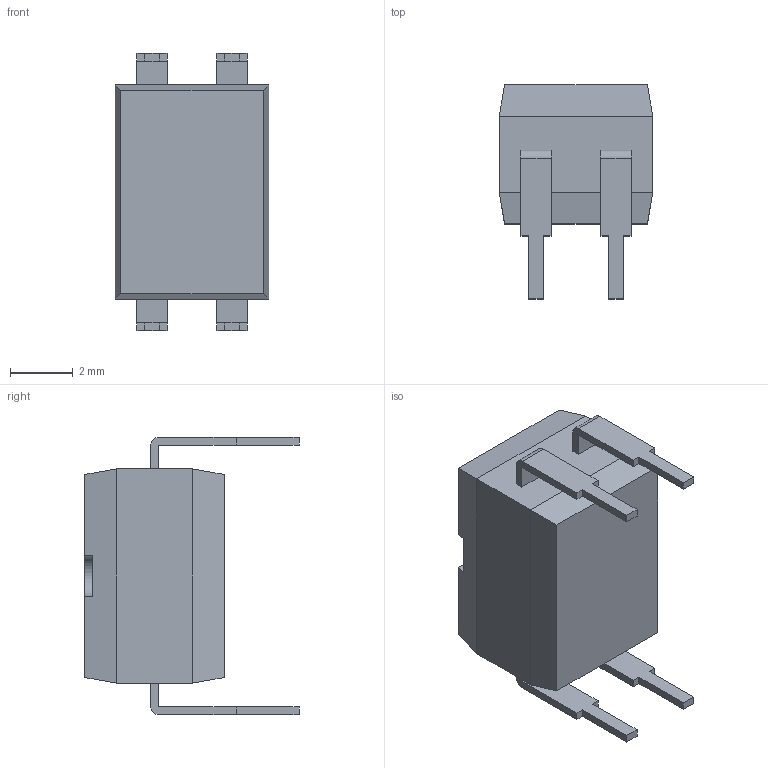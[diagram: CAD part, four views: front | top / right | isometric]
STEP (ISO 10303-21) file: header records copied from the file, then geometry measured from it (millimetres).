
FILE_DESCRIPTION (( 'STEP AP214' ), '1' );
FILE_NAME ( 'DIP856W45P254L488H480Q4.STEP', '2018-03-23T20:31:25', ( '' ), ( '' ), 'Part was generated with the free Library Expert Lite available at www.PCBLibraries.com. Removing line will violate the End User License Agreement.', '©2017 PCB Libraries, Inc.', '' );
FILE_SCHEMA (( 'AUTOMOTIVE_DESIGN' ));
Length unit declared in the file: millimetre
Products named in the file (1): DIP856W45P254L488H480Q4
Bounding box: 4.88 x 6.8 x 8.81 mm (x, y, z)
Volume: 146.5 mm3; surface area: 207.5 mm2
Topology: 5 solids, 5 shells, 74 faces, 184 edges, 120 vertices
Faces by surface type: plane 65, cylinder 9
Entity records: 2448 total; most frequent: CARTESIAN_POINT 379, ORIENTED_EDGE 368, DIRECTION 352, EDGE_CURVE 184, VECTOR 166, LINE 166, VERTEX_POINT 120, AXIS2_PLACEMENT_3D 93
